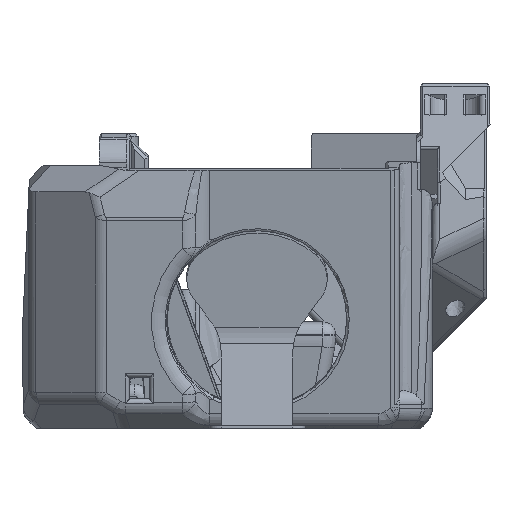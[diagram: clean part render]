
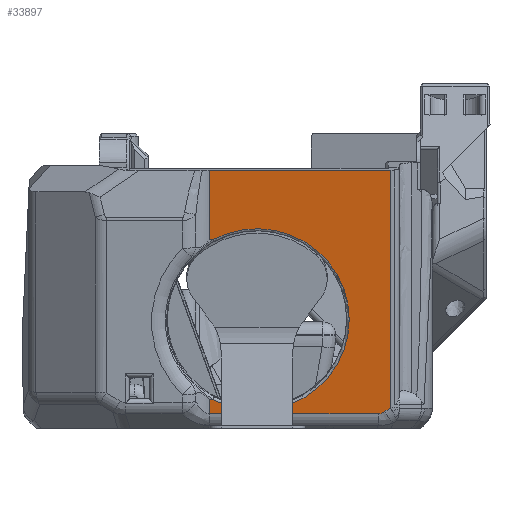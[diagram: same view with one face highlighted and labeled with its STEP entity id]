
A CAD part, left-side view. The second image highlights one B-rep face of the part: STEP entity #33897.
In plain terms, the highlighted planar face has unit normal (-0.985, 0, -0.174).
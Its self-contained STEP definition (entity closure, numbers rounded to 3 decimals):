
#1129=B_SPLINE_CURVE_WITH_KNOTS('',3,(#53654,#53655,#53656,#53657),
 .UNSPECIFIED.,.F.,.F.,(4,4),(0.,0.382),.UNSPECIFIED.);
#1149=B_SPLINE_CURVE_WITH_KNOTS('',3,(#54018,#54019,#54020,#54021),
 .UNSPECIFIED.,.F.,.F.,(4,4),(0.618,1.),.UNSPECIFIED.);
#2037=CIRCLE('',#36476,14.4);
#2838=ELLIPSE('',#36477,3.203,2.);
#6004=ORIENTED_EDGE('',*,*,#15240,.F.);
#6005=ORIENTED_EDGE('',*,*,#15387,.T.);
#6006=ORIENTED_EDGE('',*,*,#15388,.T.);
#6007=ORIENTED_EDGE('',*,*,#15389,.F.);
#6008=ORIENTED_EDGE('',*,*,#15390,.T.);
#6009=ORIENTED_EDGE('',*,*,#15391,.T.);
#6010=ORIENTED_EDGE('',*,*,#15392,.F.);
#6011=ORIENTED_EDGE('',*,*,#15393,.T.);
#6012=ORIENTED_EDGE('',*,*,#14843,.F.);
#6013=ORIENTED_EDGE('',*,*,#14868,.F.);
#14843=EDGE_CURVE('',#19701,#19702,#22775,.T.);
#14868=EDGE_CURVE('',#19719,#19701,#22793,.T.);
#15240=EDGE_CURVE('',#19981,#19719,#1129,.F.);
#15387=EDGE_CURVE('',#19981,#20092,#2037,.T.);
#15388=EDGE_CURVE('',#20092,#20093,#1149,.T.);
#15389=EDGE_CURVE('',#20094,#20093,#23108,.T.);
#15390=EDGE_CURVE('',#20094,#20095,#23109,.T.);
#15391=EDGE_CURVE('',#20095,#20096,#2838,.T.);
#15392=EDGE_CURVE('',#20097,#20096,#23110,.T.);
#15393=EDGE_CURVE('',#20097,#19702,#23111,.T.);
#19701=VERTEX_POINT('',#51967);
#19702=VERTEX_POINT('',#51969);
#19719=VERTEX_POINT('',#52028);
#19981=VERTEX_POINT('',#53653);
#20092=VERTEX_POINT('',#54017);
#20093=VERTEX_POINT('',#54022);
#20094=VERTEX_POINT('',#54024);
#20095=VERTEX_POINT('',#54026);
#20096=VERTEX_POINT('',#54028);
#20097=VERTEX_POINT('',#54030);
#22775=LINE('',#51968,#25805);
#22793=LINE('',#52029,#25823);
#23108=LINE('',#54023,#26138);
#23109=LINE('',#54025,#26139);
#23110=LINE('',#54029,#26140);
#23111=LINE('',#54031,#26141);
#25805=VECTOR('',#40631,1000.);
#25823=VECTOR('',#40669,1000.);
#26138=VECTOR('',#41468,1000.);
#26139=VECTOR('',#41469,1000.);
#26140=VECTOR('',#41472,1000.);
#26141=VECTOR('',#41473,1000.);
#28694=EDGE_LOOP('',(#6004,#6005,#6006,#6007,#6008,#6009,#6010,#6011,#6012,
#6013));
#30786=FACE_BOUND('',#28694,.T.);
#32568=PLANE('',#36475);
#33897=ADVANCED_FACE('',(#30786),#32568,.F.);
#36475=AXIS2_PLACEMENT_3D('',#54015,#41464,#41465);
#36476=AXIS2_PLACEMENT_3D('',#54016,#41466,#41467);
#36477=AXIS2_PLACEMENT_3D('',#54027,#41470,#41471);
#40631=DIRECTION('',(0.,-1.,0.));
#40669=DIRECTION('',(-0.174,0.,0.985));
#41464=DIRECTION('',(0.985,0.,0.174));
#41465=DIRECTION('',(-0.174,0.,0.985));
#41466=DIRECTION('',(0.985,0.,0.174));
#41467=DIRECTION('',(0.174,0.,-0.985));
#41468=DIRECTION('',(-0.174,0.,0.985));
#41469=DIRECTION('',(0.,-1.,0.));
#41470=DIRECTION('',(-0.985,0.,-0.174));
#41471=DIRECTION('',(-0.165,-0.304,0.938));
#41472=DIRECTION('',(0.097,0.829,-0.551));
#41473=DIRECTION('',(-0.174,0.,0.985));
#51967=CARTESIAN_POINT('',(-34.572,12.27,40.304));
#51968=CARTESIAN_POINT('',(-34.572,24.853,40.304));
#51969=CARTESIAN_POINT('',(-34.572,-16.002,40.304));
#52028=CARTESIAN_POINT('',(-32.66,12.27,29.463));
#52029=CARTESIAN_POINT('',(-31.185,12.27,21.099));
#53653=CARTESIAN_POINT('',(-32.651,11.767,29.413));
#53654=CARTESIAN_POINT('',(-32.66,12.27,29.463));
#53655=CARTESIAN_POINT('',(-32.657,12.102,29.442));
#53656=CARTESIAN_POINT('',(-32.654,11.935,29.425));
#53657=CARTESIAN_POINT('',(-32.651,11.767,29.413));
#54015=CARTESIAN_POINT('',(-31.185,24.853,21.099));
#54016=CARTESIAN_POINT('',(-30.458,4.853,16.973));
#54017=CARTESIAN_POINT('',(-28.264,11.767,4.533));
#54018=CARTESIAN_POINT('',(-28.264,11.767,4.533));
#54019=CARTESIAN_POINT('',(-28.262,11.935,4.52));
#54020=CARTESIAN_POINT('',(-28.259,12.102,4.503));
#54021=CARTESIAN_POINT('',(-28.255,12.27,4.482));
#54022=CARTESIAN_POINT('',(-28.255,12.27,4.482));
#54023=CARTESIAN_POINT('',(-31.185,12.27,21.099));
#54024=CARTESIAN_POINT('',(-27.864,12.27,2.262));
#54025=CARTESIAN_POINT('',(-27.864,-14.655,2.262));
#54026=CARTESIAN_POINT('',(-27.864,-14.07,2.262));
#54027=CARTESIAN_POINT('',(-28.404,-14.652,5.326));
#54028=CARTESIAN_POINT('',(-27.923,-15.07,2.597));
#54029=CARTESIAN_POINT('',(-27.821,-14.199,2.018));
#54030=CARTESIAN_POINT('',(-28.032,-16.002,3.216));
#54031=CARTESIAN_POINT('',(-7.663,-16.002,-112.301));
